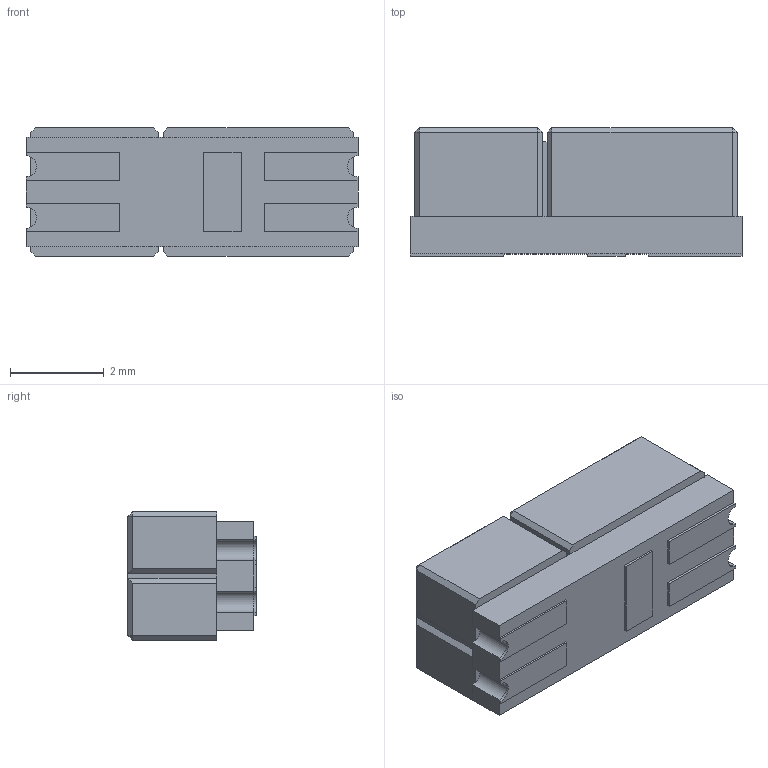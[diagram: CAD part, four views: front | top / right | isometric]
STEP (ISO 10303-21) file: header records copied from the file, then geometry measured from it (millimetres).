
FILE_DESCRIPTION (( 'STEP AP214' ), '1' );
FILE_NAME ('D05F18D9-C217-4468-9079-5AF70F6D834C.STEP', '2024-08-03T17:44:17', ( '' ), ( '' ), 'SwSTEP 2.0', 'SolidWorks 2022', '' );
FILE_SCHEMA (( 'AUTOMOTIVE_DESIGN' ));
Length unit declared in the file: millimetre
Products named in the file (1): D05F18D9-C217-4468-9079-5AF70F6D834C
Bounding box: 7.1 x 2.75 x 2.75 mm (x, y, z)
Volume: 43.9 mm3; surface area: 151.6 mm2
Topology: 9 solids, 9 shells, 112 faces, 258 edges, 162 vertices
Faces by surface type: plane 96, cylinder 8, cone 4, sphere 4
Entity records: 3562 total; most frequent: CARTESIAN_POINT 521, DIRECTION 508, ORIENTED_EDGE 500, EDGE_CURVE 250, VECTOR 218, LINE 218, VERTEX_POINT 158, AXIS2_PLACEMENT_3D 145
